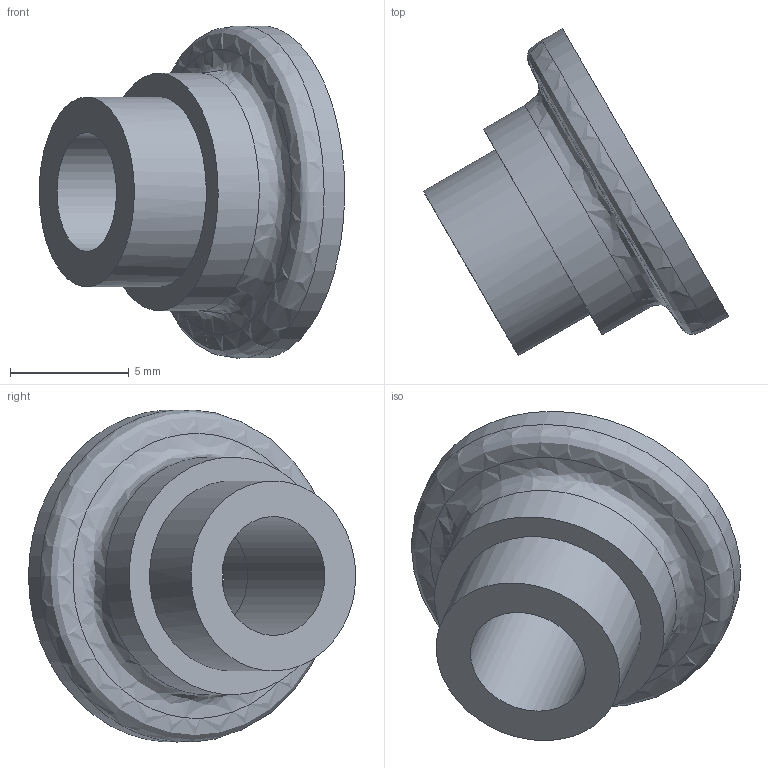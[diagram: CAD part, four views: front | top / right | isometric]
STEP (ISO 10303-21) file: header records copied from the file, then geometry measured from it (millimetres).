
FILE_DESCRIPTION(/* description */ (''),/* implementation_level */ '2;1');
FILE_NAME(/* name */ 'MD_spacer_x6',/* time_stamp */ '2025-12-23T19:11:16+03:00',/* author */ (''),/* organization */ (''),/* preprocessor_version */ 'ST-DEVELOPER v16.5',/* originating_system */ 'Rhino 7.23',/* authorisation */ '');
FILE_SCHEMA (('CONFIG_CONTROL_DESIGN'));
Length unit declared in the file: millimetre
Products named in the file (1): Document
Bounding box: 12.86 x 13.77 x 13.98 mm (x, y, z)
Volume: 552.5 mm3; surface area: 651.2 mm2
Topology: 1 solids, 1 shells, 10 faces, 17 edges, 10 vertices
Faces by surface type: cylinder 5, plane 3, bspline 2
Full cylindrical faces by diameter (mm): 5 x2, 8 x1, 10 x1, 14 x1
Entity records: 459 total; most frequent: CARTESIAN_POINT 244, ORIENTED_EDGE 34, EDGE_CURVE 17, EDGE_LOOP 13, DIRECTION 12, ADVANCED_FACE 10, FACE_OUTER_BOUND 10, VERTEX_POINT 10
